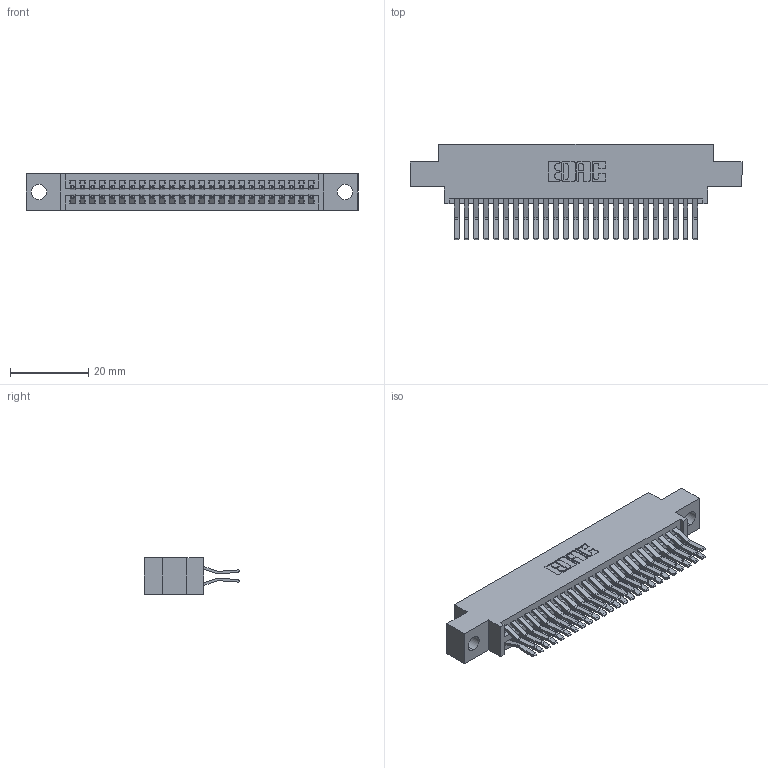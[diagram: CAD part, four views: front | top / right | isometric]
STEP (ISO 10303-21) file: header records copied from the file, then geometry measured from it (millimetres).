
FILE_DESCRIPTION (( 'STEP AP203' ), '1' );
FILE_NAME ('345-050-560-804.STEP', '2021-05-20T03:28:59', ( '' ), ( '' ), 'SwSTEP 2.0', 'SolidWorks 2020', '' );
FILE_SCHEMA (( 'CONFIG_CONTROL_DESIGN' ));
Length unit declared in the file: inch
Products named in the file (3): 345-050-560-804; 345 Part_0.170 Offset - 0.156 Dia-TI; 345-292-001_560 Tail
Assembly tree (51 placements, depth 2):
  345-050-560-804
    345 Part_0.170 Offset - 0.156 Dia-TI
    345-292-001_560 Tail  x50
Bounding box: 84.71 x 24.45 x 9.4 mm (x, y, z)
Volume: 8179.3 mm3; surface area: 12599.1 mm2
Topology: 51 solids, 51 shells, 2744 faces, 8139 edges, 5358 vertices
Faces by surface type: plane 1748, cylinder 996
Entity records: 22543 total; most frequent: CARTESIAN_POINT 3802, ORIENTED_EDGE 3734, DIRECTION 3375, EDGE_CURVE 1867, LINE 1631, VECTOR 1631, VERTEX_POINT 1242, AXIS2_PLACEMENT_3D 872
